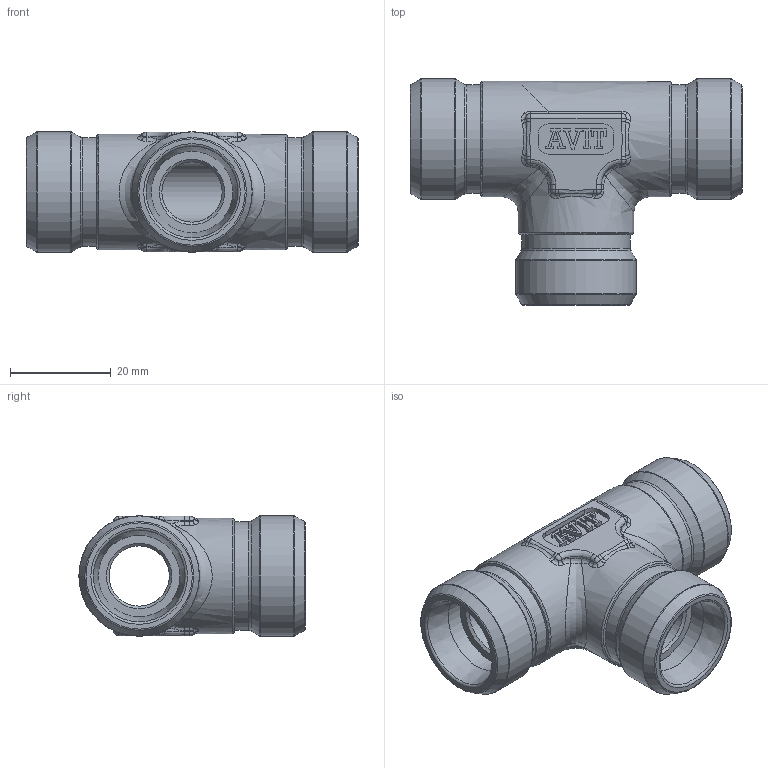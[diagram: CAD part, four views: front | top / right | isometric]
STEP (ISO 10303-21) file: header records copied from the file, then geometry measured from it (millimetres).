
FILE_DESCRIPTION(/* description */ (''),/* implementation_level */ '2;1');
FILE_NAME(/* name */ 'X-TV16.stp',/* time_stamp */ '2025-01-16T13:10:49+01:00',/* author */ (''),/* organization */ (''),/* preprocessor_version */ 'ST-DEVELOPER v16',/* originating_system */ 'SIEMENS PLM Software NX 10.0',/* authorisation */ '');
FILE_SCHEMA (('AP203_CONFIGURATION_CONTROLLED_3D_DESIGN_OF_MECHANICAL_PARTS_AND_ASSEMBLIES_MIM_LF { 1 0 10303 403 2 1 2}'));
Length unit declared in the file: millimetre
Products named in the file (1): nwer41844EE6665b
Bounding box: 66 x 45 x 24 mm (x, y, z)
Volume: 24129.1 mm3; surface area: 10881.2 mm2
Topology: 1 solids, 1 shells, 283 faces, 700 edges, 416 vertices
Faces by surface type: plane 100, bspline 78, cylinder 62, torus 16, cone 15, sphere 12
Full cylindrical faces by diameter (mm): 12 x2, 16.205 x3, 21.6 x3, 23 x1, 24 x3
Entity records: 9536 total; most frequent: CARTESIAN_POINT 3841, ORIENTED_EDGE 1254, DIRECTION 961, EDGE_CURVE 627, VERTEX_POINT 403, AXIS2_PLACEMENT_3D 401, EDGE_LOOP 344, ADVANCED_FACE 283
